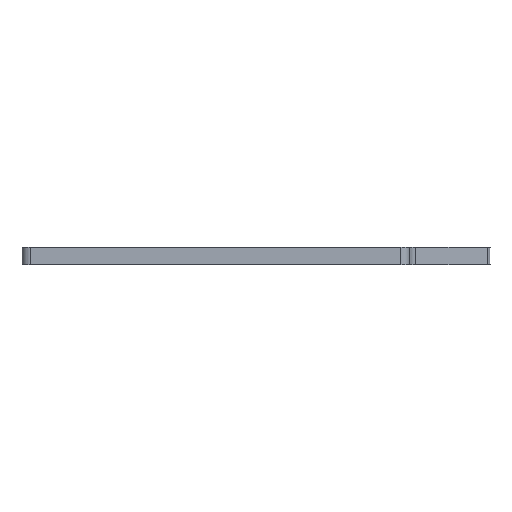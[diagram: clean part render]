
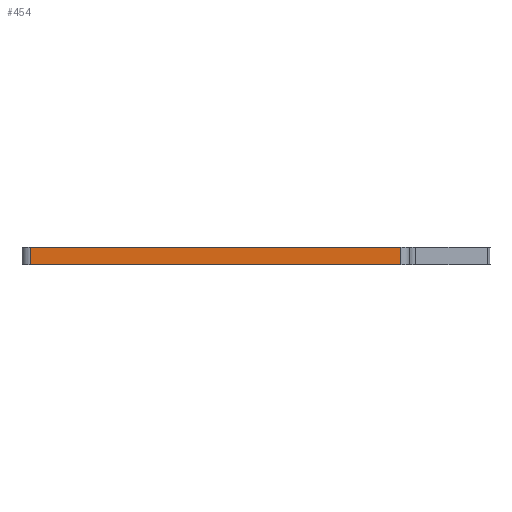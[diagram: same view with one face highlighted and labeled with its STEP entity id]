
A CAD part, left-side view. The second image highlights one B-rep face of the part: STEP entity #454.
In plain terms, the highlighted planar face has unit normal (-1, 0, 0).
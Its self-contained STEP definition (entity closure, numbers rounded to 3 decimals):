
#11 = DIRECTION ( 'NONE',  ( 0., 0., 1. ) ) ;
#54 = CARTESIAN_POINT ( 'NONE',  ( 0., 0., 8. ) ) ;
#99 = CARTESIAN_POINT ( 'NONE',  ( 0., 0., 0. ) ) ;
#135 = DIRECTION ( 'NONE',  ( 0., 0., -1. ) ) ;
#198 = DIRECTION ( 'NONE',  ( 0., -1., 0. ) ) ;
#230 = VERTEX_POINT ( 'NONE', #1156 ) ;
#303 = CARTESIAN_POINT ( 'NONE',  ( 0., 176., 0. ) ) ;
#324 = VECTOR ( 'NONE', #135, 1000. ) ;
#348 = EDGE_CURVE ( 'NONE', #837, #230, #946, .T. ) ;
#367 = LINE ( 'NONE', #99, #1033 ) ;
#417 = VERTEX_POINT ( 'NONE', #303 ) ;
#449 = VECTOR ( 'NONE', #11, 1000. ) ;
#454 = ADVANCED_FACE ( 'NONE', ( #1392 ), #891, .F. ) ;
#524 = LINE ( 'NONE', #965, #449 ) ;
#569 = ORIENTED_EDGE ( 'NONE', *, *, #1544, .T. ) ;
#716 = VERTEX_POINT ( 'NONE', #1322 ) ;
#755 = EDGE_CURVE ( 'NONE', #716, #230, #524, .T. ) ;
#778 = DIRECTION ( 'NONE',  ( 1., 0., 0. ) ) ;
#837 = VERTEX_POINT ( 'NONE', #1225 ) ;
#891 = PLANE ( 'NONE',  #1087 ) ;
#930 = DIRECTION ( 'NONE',  ( 0., -1., 0. ) ) ;
#946 = LINE ( 'NONE', #1035, #1062 ) ;
#953 = LINE ( 'NONE', #1208, #324 ) ;
#965 = CARTESIAN_POINT ( 'NONE',  ( 0., 4., 8. ) ) ;
#1033 = VECTOR ( 'NONE', #930, 1000. ) ;
#1035 = CARTESIAN_POINT ( 'NONE',  ( 0., 0., 8. ) ) ;
#1051 = ORIENTED_EDGE ( 'NONE', *, *, #1151, .T. ) ;
#1062 = VECTOR ( 'NONE', #198, 1000. ) ;
#1075 = ORIENTED_EDGE ( 'NONE', *, *, #348, .F. ) ;
#1087 = AXIS2_PLACEMENT_3D ( 'NONE', #54, #778, #1488 ) ;
#1151 = EDGE_CURVE ( 'NONE', #837, #417, #953, .T. ) ;
#1156 = CARTESIAN_POINT ( 'NONE',  ( 0., 4., 8. ) ) ;
#1208 = CARTESIAN_POINT ( 'NONE',  ( 0., 176., 8. ) ) ;
#1225 = CARTESIAN_POINT ( 'NONE',  ( 0., 176., 8. ) ) ;
#1322 = CARTESIAN_POINT ( 'NONE',  ( 0., 4., 0. ) ) ;
#1392 = FACE_OUTER_BOUND ( 'NONE', #1549, .T. ) ;
#1471 = ORIENTED_EDGE ( 'NONE', *, *, #755, .T. ) ;
#1488 = DIRECTION ( 'NONE',  ( 0., 0., -1. ) ) ;
#1544 = EDGE_CURVE ( 'NONE', #417, #716, #367, .T. ) ;
#1549 = EDGE_LOOP ( 'NONE', ( #569, #1471, #1075, #1051 ) ) ;
